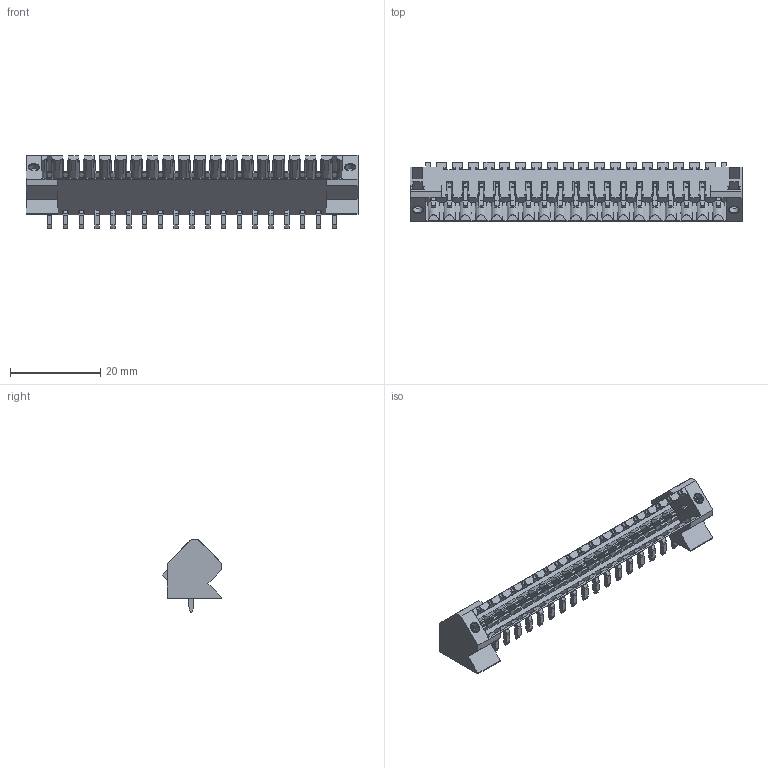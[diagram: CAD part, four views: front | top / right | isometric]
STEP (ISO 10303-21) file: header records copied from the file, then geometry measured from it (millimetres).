
FILE_DESCRIPTION(('CATIA V5 STEP Exchange','CAx-IF Rec.Pracs.--- Model Styling and Organization---1.2---2011-12-15'),'2;1');
FILE_NAME ('D1454214_0_1643500000_1643500000.stp','2018-10-10T07:19:36+00:00',('none'),('Weidmueller'),'CATIA Version 5-6 Release 2014','CATIA V5 STEP AP214','none');
FILE_SCHEMA(('AUTOMOTIVE_DESIGN { 1 0 10303 214 1 1 1 1 }'));
Length unit declared in the file: millimetre
Products named in the file (1): 1643500000
Bounding box: 73.5 x 13.15 x 16.23 mm (x, y, z)
Volume: 3175.8 mm3; surface area: 7097.9 mm2
Topology: 20 solids, 20 shells, 1523 faces, 4405 edges, 2924 vertices
Faces by surface type: plane 1275, cylinder 225, cone 23
Entity records: 46572 total; most frequent: CARTESIAN_POINT 10602, ORIENTED_EDGE 8810, DIRECTION 5338, EDGE_CURVE 4405, VECTOR 3569, LINE 3569, VERTEX_POINT 2924, EDGE_LOOP 1567
